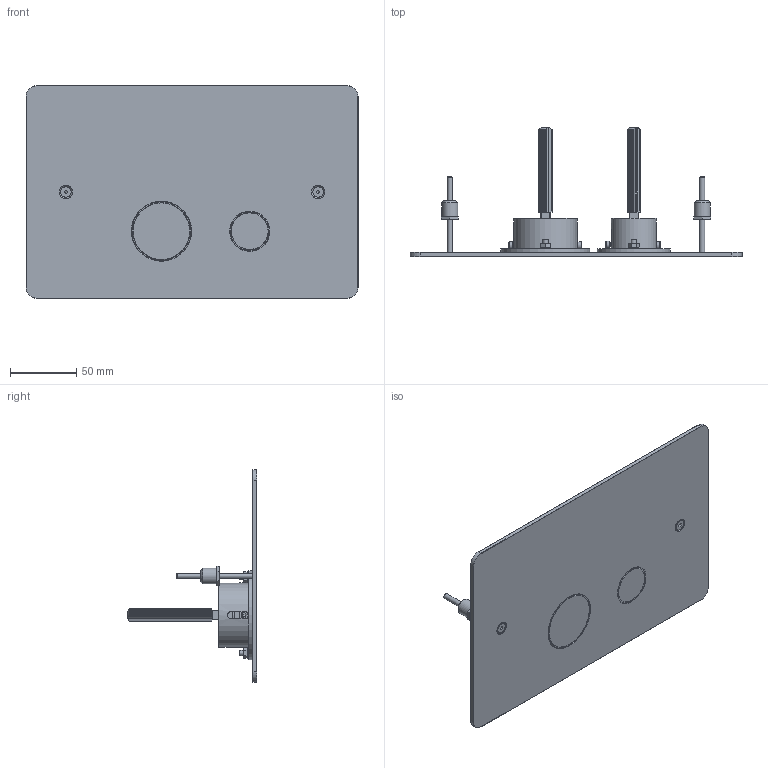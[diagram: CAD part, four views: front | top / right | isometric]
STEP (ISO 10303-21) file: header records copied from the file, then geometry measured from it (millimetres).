
FILE_DESCRIPTION(/* description */ ('Unknown'),/* implementation_level */ '2;1');
FILE_NAME(/* name */ 'ARA320',/* time_stamp */ '2020-03-19T08:48:06+01:00',/* author */ ('Unknown'),/* organization */ ('Unknown'),/* preprocessor_version */ 'ST-DEVELOPER v16.7',/* originating_system */ 'DEX',/* authorisation */ $);
FILE_SCHEMA (('AUTOMOTIVE_DESIGN {1 0 10303 214 3 1 1}'));
Length unit declared in the file: millimetre
Products named in the file (14): ARA320-00; ARA320-01; ARA320-05; ARA320-06; ARA320-02; ARA320-03; ARA320-07; ARA320-08; ARA320-04; ARA320-11; ARA320-09; ARA320-12; ARA320-13; ARA320-10
Assembly tree (25 placements, depth 2):
  ARA320-00
    ARA320-01
    ARA320-05
    ARA320-06
    ARA320-02
    ARA320-03
    ARA320-07
    ARA320-08
    ARA320-04  x2
    ARA320-11  x4
    ARA320-09  x4
    ARA320-12  x4
    ARA320-13  x2
    ARA320-10  x2
Bounding box: 250 x 97.4 x 160 mm (x, y, z)
Volume: 180148.1 mm3; surface area: 128268.6 mm2
Topology: 27 solids, 27 shells, 1798 faces, 4818 edges, 3052 vertices
Faces by surface type: cone 766, plane 588, cylinder 250, torus 94, bspline 58, sphere 42
Full cylindrical faces by diameter (mm): 2.459 x8, 3 x4, 3.242 x4, 3.459 x4, 4 x6, 4.4 x2, 5.5 x12, 8 x2, 12 x2, 16 x2, 19 x2, 25.5 x1, 27.8 x1, 28.2 x1, 29.9 x1, 30 x1, 34 x1, 39.5 x1, 42.8 x1, 43.2 x1, 44.9 x1, 45 x1, 48 x1, 55 x1, 67 x1
Entity records: 31340 total; most frequent: CARTESIAN_POINT 7502, ORIENTED_EDGE 4670, DIRECTION 4666, EDGE_CURVE 2335, AXIS2_PLACEMENT_3D 1850, VERTEX_POINT 1557, FACE_BOUND 1116, EDGE_LOOP 1110
